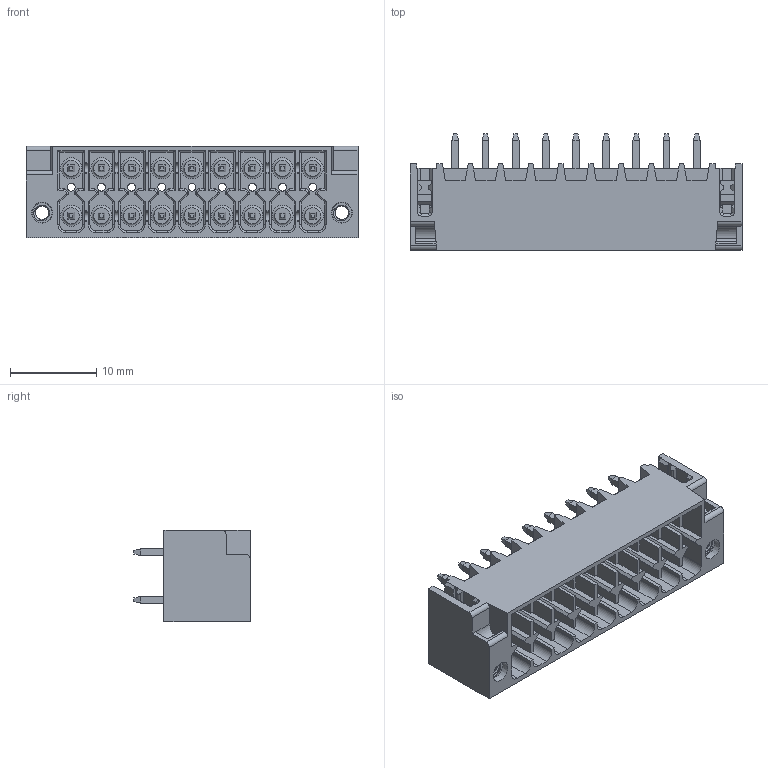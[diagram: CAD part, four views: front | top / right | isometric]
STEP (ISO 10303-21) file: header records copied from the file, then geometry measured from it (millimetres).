
FILE_DESCRIPTION(/* description */ ('Unknown'),/* implementation_level */ '2;1');
FILE_NAME(/* name */ '691378130018',/* time_stamp */ '2024-07-23T11:42:14+02:00',/* author */ ('Unknown'),/* organization */ ('Unknown'),/* preprocessor_version */ 'ST-DEVELOPER v19.4',/* originating_system */ 'Solid Edge',/* authorisation */ 'Unknown');
FILE_SCHEMA (('AUTOMOTIVE_DESIGN {1 0 10303 214 3 1 1}'));
Length unit declared in the file: millimetre
Products named in the file (4): 6913781300xx; 691378130018; 6913781000xx_Pin; 6913781300xx_Nut
Assembly tree (21 placements, depth 2):
  6913781300xx
    691378130018
    6913781000xx_Pin  x18
    6913781300xx_Nut  x2
Bounding box: 38.5 x 13.5 x 10.6 mm (x, y, z)
Volume: 1773.1 mm3; surface area: 5072.1 mm2
Topology: 21 solids, 21 shells, 1098 faces, 2742 edges, 1703 vertices
Faces by surface type: plane 817, cylinder 215, torus 54, cone 8, bspline 4
Full cylindrical faces by diameter (mm): 0.9 x9, 1.83 x18
Entity records: 26612 total; most frequent: CARTESIAN_POINT 5575, ORIENTED_EDGE 4302, DIRECTION 4256, EDGE_CURVE 2151, LINE 1720, VECTOR 1720, VERTEX_POINT 1376, AXIS2_PLACEMENT_3D 1268
